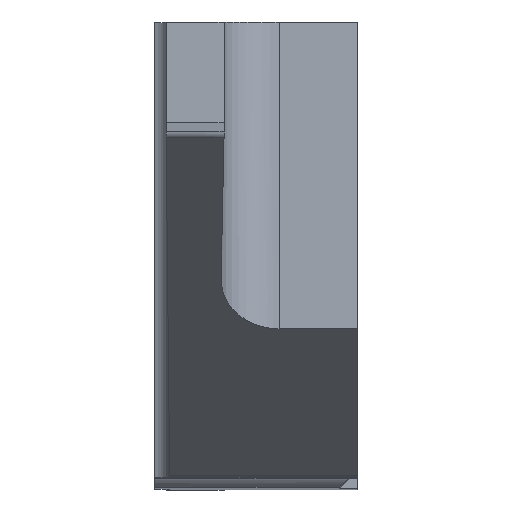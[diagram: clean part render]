
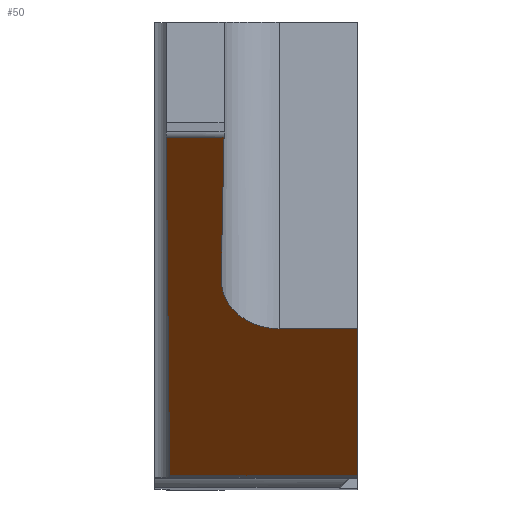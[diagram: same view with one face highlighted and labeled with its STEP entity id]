
A CAD part, top view. The second image highlights one B-rep face of the part: STEP entity #50.
In plain terms, the highlighted planar face has unit normal (0, -0.766, 0.643).
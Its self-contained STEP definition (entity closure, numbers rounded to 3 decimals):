
#10 = ORIENTED_EDGE ( 'NONE', *, *, #608, .F. ) ;
#18 = CARTESIAN_POINT ( 'NONE',  ( 0., 2.011, 19.925 ) ) ;
#50 = ADVANCED_FACE ( 'NONE', ( #479 ), #893, .T. ) ;
#66 = VERTEX_POINT ( 'NONE', #858 ) ;
#136 = CARTESIAN_POINT ( 'NONE',  ( -2.352, -0.429, 17.017 ) ) ;
#139 = CARTESIAN_POINT ( 'NONE',  ( -3.299, 2.011, 19.925 ) ) ;
#182 = ORIENTED_EDGE ( 'NONE', *, *, #869, .F. ) ;
#188 = LINE ( 'NONE', #1024, #257 ) ;
#191 = CARTESIAN_POINT ( 'NONE',  ( -2.3, 2.068, 19.993 ) ) ;
#198 = DIRECTION ( 'NONE',  ( -0.013, -0.643, -0.766 ) ) ;
#225 = LINE ( 'NONE', #981, #398 ) ;
#226 = VERTEX_POINT ( 'NONE', #578 ) ;
#240 = ORIENTED_EDGE ( 'NONE', *, *, #784, .F. ) ;
#253 = VERTEX_POINT ( 'NONE', #309 ) ;
#257 = VECTOR ( 'NONE', #1043, 1000. ) ;
#269 = CARTESIAN_POINT ( 'NONE',  ( -1.352, -1.283, 16. ) ) ;
#309 = CARTESIAN_POINT ( 'NONE',  ( -3.239, -3.813, 12.984 ) ) ;
#311 = CARTESIAN_POINT ( 'NONE',  ( -1.352, -1.283, 16. ) ) ;
#312 = CARTESIAN_POINT ( 'NONE',  ( -1.946, -1.283, 16. ) ) ;
#316 = CARTESIAN_POINT ( 'NONE',  ( -2.352, -0.429, 17.017 ) ) ;
#335 = CARTESIAN_POINT ( 'NONE',  ( -2.362, -0.927, 16.424 ) ) ;
#397 = EDGE_LOOP ( 'NONE', ( #656, #872, #240, #572, #1081, #10, #182 ) ) ;
#398 = VECTOR ( 'NONE', #983, 1000. ) ;
#406 = VERTEX_POINT ( 'NONE', #269 ) ;
#413 = CARTESIAN_POINT ( 'NONE',  ( -2.301, 2.011, 19.925 ) ) ;
#479 = FACE_OUTER_BOUND ( 'NONE', #397, .T. ) ;
#531 = VERTEX_POINT ( 'NONE', #139 ) ;
#572 = ORIENTED_EDGE ( 'NONE', *, *, #1163, .F. ) ;
#578 = CARTESIAN_POINT ( 'NONE',  ( 0., -1.283, 16. ) ) ;
#593 = VECTOR ( 'NONE', #198, 1000. ) ;
#608 = EDGE_CURVE ( 'NONE', #531, #1054, #675, .T. ) ;
#613 = AXIS2_PLACEMENT_3D ( 'NONE', #917, #906, #905 ) ;
#656 = ORIENTED_EDGE ( 'NONE', *, *, #674, .F. ) ;
#674 = EDGE_CURVE ( 'NONE', #66, #253, #732, .T. ) ;
#675 = LINE ( 'NONE', #18, #696 ) ;
#696 = VECTOR ( 'NONE', #791, 1000. ) ;
#705 =( BOUNDED_CURVE ( )  B_SPLINE_CURVE ( 3, ( #316, #335, #312, #311 ),
 .UNSPECIFIED., .F., .F. ) 
 B_SPLINE_CURVE_WITH_KNOTS ( ( 4, 4 ),
 ( 1.553, 3.142 ),
 .UNSPECIFIED. ) 
 CURVE ( )  GEOMETRIC_REPRESENTATION_ITEM ( )  RATIONAL_B_SPLINE_CURVE ( ( 1., 0.801, 0.801, 1. ) ) 
 REPRESENTATION_ITEM ( '' )  );
#732 = LINE ( 'NONE', #1242, #746 ) ;
#746 = VECTOR ( 'NONE', #1223, 1000. ) ;
#755 = DIRECTION ( 'NONE',  ( -0.007, 0.643, 0.766 ) ) ;
#758 = CARTESIAN_POINT ( 'NONE',  ( -3.3, 2.034, 19.952 ) ) ;
#764 = EDGE_CURVE ( 'NONE', #226, #66, #188, .T. ) ;
#784 = EDGE_CURVE ( 'NONE', #406, #226, #225, .T. ) ;
#791 = DIRECTION ( 'NONE',  ( 1., 0., 0. ) ) ;
#858 = CARTESIAN_POINT ( 'NONE',  ( 0., -3.813, 12.984 ) ) ;
#864 = VECTOR ( 'NONE', #755, 1000. ) ;
#869 = EDGE_CURVE ( 'NONE', #253, #531, #898, .T. ) ;
#872 = ORIENTED_EDGE ( 'NONE', *, *, #764, .F. ) ;
#893 = PLANE ( 'NONE',  #613 ) ;
#898 = LINE ( 'NONE', #758, #864 ) ;
#905 = DIRECTION ( 'NONE',  ( 0., -0.643, -0.766 ) ) ;
#906 = DIRECTION ( 'NONE',  ( 0., -0.766, 0.643 ) ) ;
#917 = CARTESIAN_POINT ( 'NONE',  ( 0., 2.048, 19.969 ) ) ;
#981 = CARTESIAN_POINT ( 'NONE',  ( 0., -1.283, 16. ) ) ;
#983 = DIRECTION ( 'NONE',  ( 1., 0., 0. ) ) ;
#1024 = CARTESIAN_POINT ( 'NONE',  ( 0., 2.048, 19.969 ) ) ;
#1043 = DIRECTION ( 'NONE',  ( 0., -0.643, -0.766 ) ) ;
#1054 = VERTEX_POINT ( 'NONE', #413 ) ;
#1081 = ORIENTED_EDGE ( 'NONE', *, *, #1218, .F. ) ;
#1137 = LINE ( 'NONE', #191, #593 ) ;
#1163 = EDGE_CURVE ( 'NONE', #1245, #406, #705, .T. ) ;
#1218 = EDGE_CURVE ( 'NONE', #1054, #1245, #1137, .T. ) ;
#1223 = DIRECTION ( 'NONE',  ( -1., 0., 0. ) ) ;
#1242 = CARTESIAN_POINT ( 'NONE',  ( 0., -3.813, 12.984 ) ) ;
#1245 = VERTEX_POINT ( 'NONE', #136 ) ;
